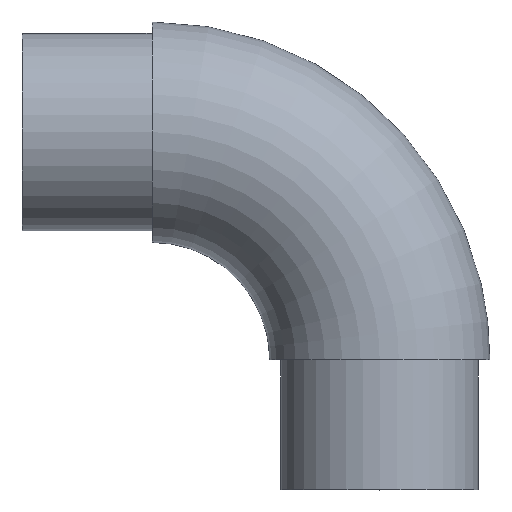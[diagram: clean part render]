
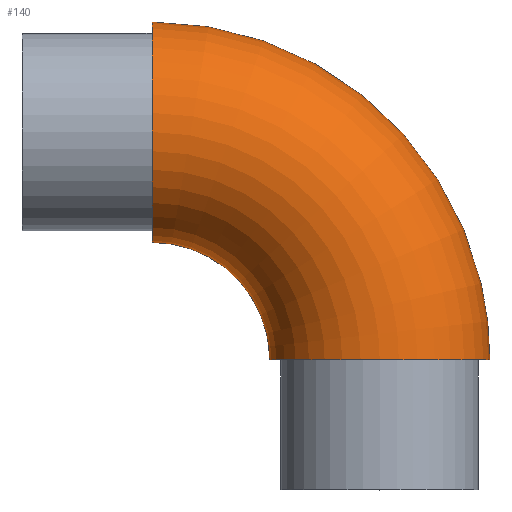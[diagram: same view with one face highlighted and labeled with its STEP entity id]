
A CAD part, top view. The second image highlights one B-rep face of the part: STEP entity #140.
In plain terms, the highlighted toroidal (fillet/blend) face has major radius 43.8 mm and minor radius 21.2 mm.
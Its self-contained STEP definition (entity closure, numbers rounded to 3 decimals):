
#32=ORIENTED_EDGE('',*,*,#56,.T.);
#33=ORIENTED_EDGE('',*,*,#57,.F.);
#56=EDGE_CURVE('',#68,#68,#80,.T.);
#57=EDGE_CURVE('',#69,#69,#81,.T.);
#68=VERTEX_POINT('',#236);
#69=VERTEX_POINT('',#238);
#80=CIRCLE('',#166,21.2);
#81=CIRCLE('',#167,21.2);
#90=EDGE_LOOP('',(#32));
#91=EDGE_LOOP('',(#33));
#114=FACE_BOUND('',#90,.T.);
#115=FACE_BOUND('',#91,.T.);
#138=TOROIDAL_SURFACE('',#165,43.8,21.2);
#140=ADVANCED_FACE('',(#114,#115),#138,.T.);
#165=AXIS2_PLACEMENT_3D('',#234,#189,#190);
#166=AXIS2_PLACEMENT_3D('',#235,#191,#192);
#167=AXIS2_PLACEMENT_3D('',#237,#193,#194);
#189=DIRECTION('',(0.,0.,-1.));
#190=DIRECTION('',(-1.,0.,0.));
#191=DIRECTION('',(1.,0.,0.));
#192=DIRECTION('',(0.,1.,0.));
#193=DIRECTION('',(0.,-1.,0.));
#194=DIRECTION('',(1.,0.,0.));
#234=CARTESIAN_POINT('',(0.,0.,0.));
#235=CARTESIAN_POINT('',(0.,43.8,0.));
#236=CARTESIAN_POINT('',(0.,65.,0.));
#237=CARTESIAN_POINT('',(43.8,0.,0.));
#238=CARTESIAN_POINT('',(65.,0.,0.));
